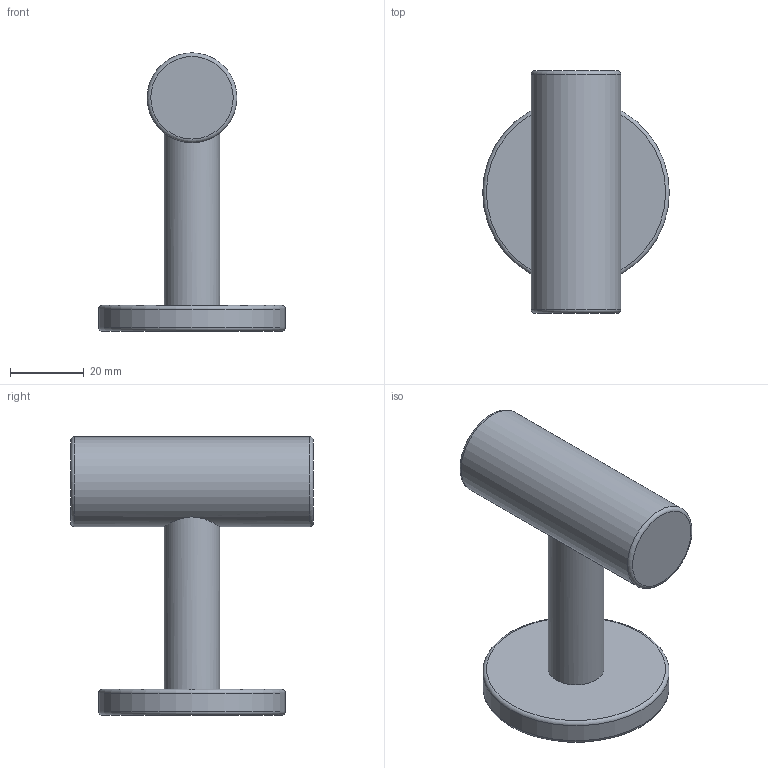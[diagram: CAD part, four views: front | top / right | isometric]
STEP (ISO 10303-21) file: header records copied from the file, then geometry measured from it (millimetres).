
FILE_DESCRIPTION(/* description */ (''),/* implementation_level */ '2;1');
FILE_NAME(/* name */ 'TowelHook08_low.stp',/* time_stamp */ '2022-08-22T03:58:39+03:00',/* author */ ('A'),/* organization */ (''),/* preprocessor_version */ 'ST-DEVELOPER v18.1',/* originating_system */ 'Autodesk Inventor 2021',/* authorisation */ '');
FILE_SCHEMA (('AUTOMOTIVE_DESIGN { 1 0 10303 214 3 1 1 }'));
Length unit declared in the file: millimetre
Products named in the file (1): TowelHook08
Bounding box: 50.8 x 66 x 75.72 mm (x, y, z)
Volume: 53183 mm3; surface area: 12773.1 mm2
Topology: 1 solids, 1 shells, 11 faces, 19 edges, 12 vertices
Faces by surface type: torus 4, plane 4, cylinder 3
Full cylindrical faces by diameter (mm): 15.19 x1, 24.438 x1, 50.8 x1
Entity records: 344 total; most frequent: CARTESIAN_POINT 76, DIRECTION 57, ORIENTED_EDGE 38, AXIS2_PLACEMENT_3D 27, EDGE_CURVE 19, CIRCLE 15, EDGE_LOOP 13, VERTEX_POINT 12
